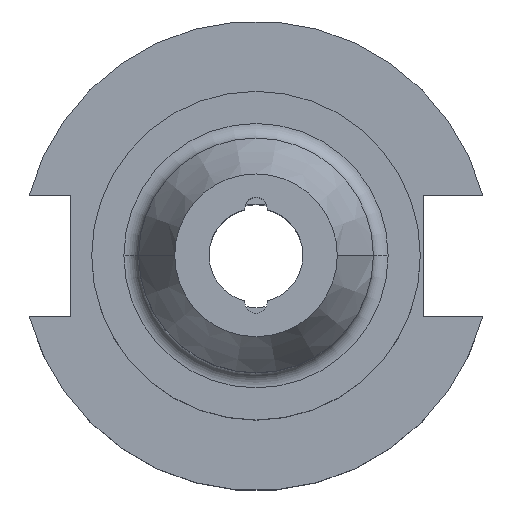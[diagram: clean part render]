
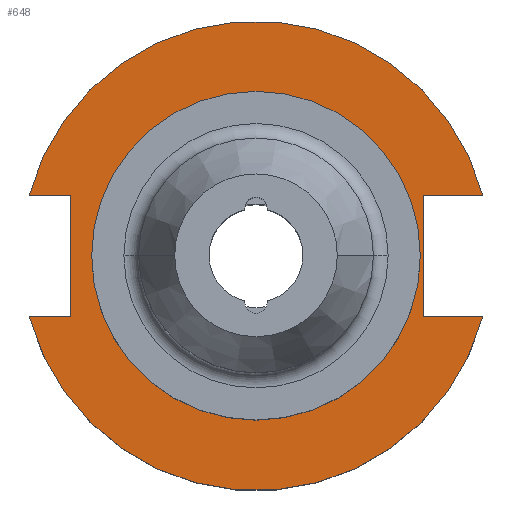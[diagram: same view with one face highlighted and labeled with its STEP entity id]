
A CAD part, top view. The second image highlights one B-rep face of the part: STEP entity #648.
In plain terms, the highlighted planar face has unit normal (0, 0, 1).
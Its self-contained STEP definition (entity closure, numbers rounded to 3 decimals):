
#80 = CARTESIAN_POINT ( 'NONE',  ( 30.675, 8.191, 19.05 ) ) ;
#106 = CARTESIAN_POINT ( 'NONE',  ( 30.675, -8.191, 19.05 ) ) ;
#125 = EDGE_CURVE ( 'NONE', #355, #1822, #1076, .T. ) ;
#217 = DIRECTION ( 'NONE',  ( 1., 0., 0. ) ) ;
#219 = CARTESIAN_POINT ( 'NONE',  ( 0., 0., 19.05 ) ) ;
#223 = EDGE_CURVE ( 'NONE', #764, #1380, #1829, .T. ) ;
#229 = VECTOR ( 'NONE', #1116, 1000. ) ;
#235 = DIRECTION ( 'NONE',  ( 1., 0., 0. ) ) ;
#314 = ORIENTED_EDGE ( 'NONE', *, *, #1812, .T. ) ;
#325 = CARTESIAN_POINT ( 'NONE',  ( 22.606, 8.191, 19.05 ) ) ;
#334 = ORIENTED_EDGE ( 'NONE', *, *, #223, .F. ) ;
#355 = VERTEX_POINT ( 'NONE', #1284 ) ;
#402 = VECTOR ( 'NONE', #665, 1000. ) ;
#410 = CARTESIAN_POINT ( 'NONE',  ( 0., 0., 19.05 ) ) ;
#435 = PLANE ( 'NONE',  #1813 ) ;
#452 = EDGE_LOOP ( 'NONE', ( #1553, #1367, #1221, #685, #314, #334, #1862, #983 ) ) ;
#493 = AXIS2_PLACEMENT_3D ( 'NONE', #550, #839, #965 ) ;
#508 = CIRCLE ( 'NONE', #742, 22.225 ) ;
#539 = CARTESIAN_POINT ( 'NONE',  ( 22.606, 22.225, 19.05 ) ) ;
#550 = CARTESIAN_POINT ( 'NONE',  ( 0., 0., 19.05 ) ) ;
#574 = VECTOR ( 'NONE', #1401, 1000. ) ;
#601 = AXIS2_PLACEMENT_3D ( 'NONE', #946, #1830, #1386 ) ;
#648 = ADVANCED_FACE ( 'NONE', ( #1155, #1885 ), #435, .F. ) ;
#664 = CIRCLE ( 'NONE', #601, 22.225 ) ;
#665 = DIRECTION ( 'NONE',  ( 1., 0., 0. ) ) ;
#677 = EDGE_CURVE ( 'NONE', #862, #1677, #508, .T. ) ;
#685 = ORIENTED_EDGE ( 'NONE', *, *, #1464, .F. ) ;
#689 = CARTESIAN_POINT ( 'NONE',  ( -25.091, 8.191, 19.05 ) ) ;
#733 = ORIENTED_EDGE ( 'NONE', *, *, #740, .F. ) ;
#740 = EDGE_CURVE ( 'NONE', #1677, #862, #664, .T. ) ;
#742 = AXIS2_PLACEMENT_3D ( 'NONE', #219, #1816, #1513 ) ;
#762 = CARTESIAN_POINT ( 'NONE',  ( -25.091, 8.191, 19.05 ) ) ;
#764 = VERTEX_POINT ( 'NONE', #80 ) ;
#767 = EDGE_CURVE ( 'NONE', #1151, #1349, #1539, .T. ) ;
#796 = ORIENTED_EDGE ( 'NONE', *, *, #677, .F. ) ;
#797 = CARTESIAN_POINT ( 'NONE',  ( -25.091, -8.191, 19.05 ) ) ;
#839 = DIRECTION ( 'NONE',  ( 0., 0., 1. ) ) ;
#846 = DIRECTION ( 'NONE',  ( 1., 0., 0. ) ) ;
#862 = VERTEX_POINT ( 'NONE', #1022 ) ;
#884 = CARTESIAN_POINT ( 'NONE',  ( 0., 8.191, 19.05 ) ) ;
#946 = CARTESIAN_POINT ( 'NONE',  ( 0., 0., 19.05 ) ) ;
#965 = DIRECTION ( 'NONE',  ( 1., 0., 0. ) ) ;
#983 = ORIENTED_EDGE ( 'NONE', *, *, #767, .T. ) ;
#1011 = DIRECTION ( 'NONE',  ( 0., 0., -1. ) ) ;
#1022 = CARTESIAN_POINT ( 'NONE',  ( -22.225, 0., 19.05 ) ) ;
#1060 = VECTOR ( 'NONE', #1461, 1000. ) ;
#1068 = VERTEX_POINT ( 'NONE', #1832 ) ;
#1075 = CARTESIAN_POINT ( 'NONE',  ( 0., -8.191, 19.05 ) ) ;
#1076 = CIRCLE ( 'NONE', #1290, 31.75 ) ;
#1085 = CARTESIAN_POINT ( 'NONE',  ( -61.091, 8.191, 19.05 ) ) ;
#1112 = EDGE_CURVE ( 'NONE', #355, #1624, #1511, .T. ) ;
#1116 = DIRECTION ( 'NONE',  ( 0., 1., 0. ) ) ;
#1151 = VERTEX_POINT ( 'NONE', #1304 ) ;
#1155 = FACE_BOUND ( 'NONE', #1760, .T. ) ;
#1188 = LINE ( 'NONE', #689, #574 ) ;
#1213 = VECTOR ( 'NONE', #235, 1000. ) ;
#1221 = ORIENTED_EDGE ( 'NONE', *, *, #125, .T. ) ;
#1274 = CARTESIAN_POINT ( 'NONE',  ( -61.091, -8.191, 19.05 ) ) ;
#1284 = CARTESIAN_POINT ( 'NONE',  ( -30.675, -8.191, 19.05 ) ) ;
#1290 = AXIS2_PLACEMENT_3D ( 'NONE', #410, #1724, #846 ) ;
#1295 = CARTESIAN_POINT ( 'NONE',  ( 22.225, 0., 19.05 ) ) ;
#1304 = CARTESIAN_POINT ( 'NONE',  ( -30.675, 8.191, 19.05 ) ) ;
#1349 = VERTEX_POINT ( 'NONE', #762 ) ;
#1367 = ORIENTED_EDGE ( 'NONE', *, *, #1112, .F. ) ;
#1380 = VERTEX_POINT ( 'NONE', #325 ) ;
#1386 = DIRECTION ( 'NONE',  ( 1., 0., 0. ) ) ;
#1401 = DIRECTION ( 'NONE',  ( 0., -1., 0. ) ) ;
#1413 = CIRCLE ( 'NONE', #493, 31.75 ) ;
#1442 = CARTESIAN_POINT ( 'NONE',  ( 0., 22.225, 19.05 ) ) ;
#1461 = DIRECTION ( 'NONE',  ( -1., 0., 0. ) ) ;
#1464 = EDGE_CURVE ( 'NONE', #1068, #1822, #1836, .T. ) ;
#1511 = LINE ( 'NONE', #1274, #402 ) ;
#1513 = DIRECTION ( 'NONE',  ( 1., 0., 0. ) ) ;
#1539 = LINE ( 'NONE', #1085, #1213 ) ;
#1553 = ORIENTED_EDGE ( 'NONE', *, *, #1888, .T. ) ;
#1624 = VERTEX_POINT ( 'NONE', #797 ) ;
#1677 = VERTEX_POINT ( 'NONE', #1295 ) ;
#1724 = DIRECTION ( 'NONE',  ( 0., 0., 1. ) ) ;
#1760 = EDGE_LOOP ( 'NONE', ( #733, #796 ) ) ;
#1796 = LINE ( 'NONE', #539, #229 ) ;
#1797 = VECTOR ( 'NONE', #217, 1000. ) ;
#1812 = EDGE_CURVE ( 'NONE', #1068, #1380, #1796, .T. ) ;
#1813 = AXIS2_PLACEMENT_3D ( 'NONE', #1442, #1011, #1894 ) ;
#1816 = DIRECTION ( 'NONE',  ( 0., 0., 1. ) ) ;
#1822 = VERTEX_POINT ( 'NONE', #106 ) ;
#1829 = LINE ( 'NONE', #884, #1060 ) ;
#1830 = DIRECTION ( 'NONE',  ( 0., 0., 1. ) ) ;
#1832 = CARTESIAN_POINT ( 'NONE',  ( 22.606, -8.191, 19.05 ) ) ;
#1836 = LINE ( 'NONE', #1075, #1797 ) ;
#1858 = EDGE_CURVE ( 'NONE', #764, #1151, #1413, .T. ) ;
#1862 = ORIENTED_EDGE ( 'NONE', *, *, #1858, .T. ) ;
#1885 = FACE_OUTER_BOUND ( 'NONE', #452, .T. ) ;
#1888 = EDGE_CURVE ( 'NONE', #1349, #1624, #1188, .T. ) ;
#1894 = DIRECTION ( 'NONE',  ( -1., 0., 0. ) ) ;
